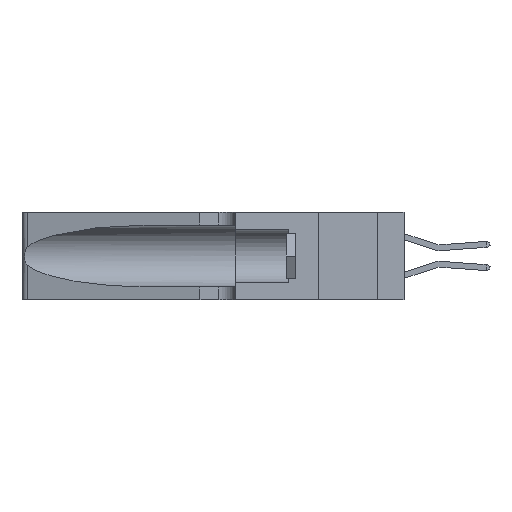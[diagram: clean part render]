
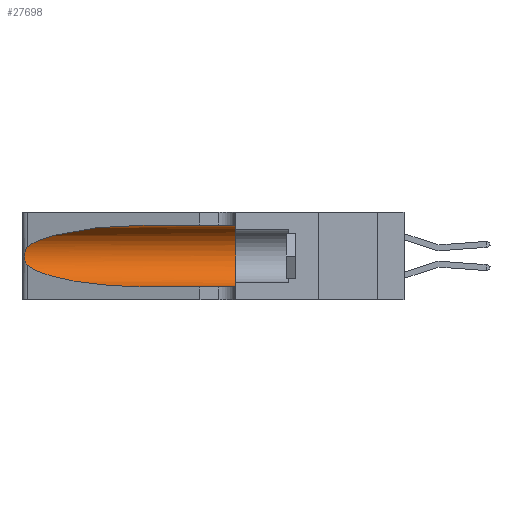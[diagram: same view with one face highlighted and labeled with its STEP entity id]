
A CAD part, left-side view. The second image highlights one B-rep face of the part: STEP entity #27698.
In plain terms, the highlighted cylindrical face has radius 3.308 mm (diameter 6.617 mm), a partial arc.
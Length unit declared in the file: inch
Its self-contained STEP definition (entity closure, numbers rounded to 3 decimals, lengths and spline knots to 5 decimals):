
#15 = DIRECTION ( 'NONE',  ( 0., -1., 0. ) ) ;
#32 = CARTESIAN_POINT ( 'NONE',  ( 0.1305, 1.61858, 0.31525 ) ) ;
#1494 = ORIENTED_EDGE ( 'NONE', *, *, #24991, .F. ) ;
#1832 = CARTESIAN_POINT ( 'NONE',  ( 0.25789, 1.23486, 0.15765 ) ) ;
#2318 = FACE_OUTER_BOUND ( 'NONE', #23841, .T. ) ;
#2323 = DIRECTION ( 'NONE',  ( 0., -1., 0. ) ) ;
#3697 = VERTEX_POINT ( 'NONE', #27335 ) ;
#4059 = CARTESIAN_POINT ( 'NONE',  ( 0.25555, 1.22994, 0.2215 ) ) ;
#4648 = VECTOR ( 'NONE', #15, 39.37008 ) ;
#4688 = CARTESIAN_POINT ( 'NONE',  ( 0.1305, 0.72297, 0.31525 ) ) ;
#4799 = CARTESIAN_POINT ( 'NONE',  ( 0.1305, 0.72297, 0.05475 ) ) ;
#4977 = CIRCLE ( 'NONE', #11664, 0.13025 ) ;
#5303 = EDGE_CURVE ( 'NONE', #8307, #17829, #19244, .T. ) ;
#5310 = EDGE_CURVE ( 'NONE', #9181, #17829, #4977, .T. ) ;
#5753 = VERTEX_POINT ( 'NONE', #19925 ) ;
#6353 = CARTESIAN_POINT ( 'NONE',  ( 0.25787, 1.23484, 0.2124 ) ) ;
#6438 = CARTESIAN_POINT ( 'NONE',  ( 0.26075, 1.23896, 0.19203 ) ) ;
#6634 = CARTESIAN_POINT ( 'NONE',  ( 0.25555, 1.22993, 0.14849 ) ) ;
#6687 = CARTESIAN_POINT ( 'NONE',  ( 0.25487, 1.22718, 0.22369 ) ) ;
#6739 = CARTESIAN_POINT ( 'NONE',  ( 0.1305, 1.61858, 0.185 ) ) ;
#6891 = CARTESIAN_POINT ( 'NONE',  ( 0.1305, 0.35, 0.185 ) ) ;
#6894 = CARTESIAN_POINT ( 'NONE',  ( 0.25487, 1.22718, 0.14631 ) ) ;
#7938 = B_SPLINE_CURVE_WITH_KNOTS ( 'NONE', 3,
 ( #29019, #4059, #19961, #6353, #22232, #8640, #6438, #13192, #29116, #17815, #1832, #15995, #6634, #6894 ),
 .UNSPECIFIED., .F., .F.,
 ( 4, 2, 2, 2, 2, 2, 4 ),
 ( 0., 0.00027, 0.00053, 0.00107, 0.0016, 0.00187, 0.00214 ),
 .UNSPECIFIED. ) ;
#8107 = VECTOR ( 'NONE', #2323, 39.37008 ) ;
#8307 = VERTEX_POINT ( 'NONE', #16017 ) ;
#8640 = CARTESIAN_POINT ( 'NONE',  ( 0.26018, 1.23835, 0.19895 ) ) ;
#9007 = CARTESIAN_POINT ( 'NONE',  ( 0.18966, 0.96281, 0.05475 ) ) ;
#9144 = DIRECTION ( 'NONE',  ( 0., -1., 0. ) ) ;
#9181 = VERTEX_POINT ( 'NONE', #11456 ) ;
#11456 = CARTESIAN_POINT ( 'NONE',  ( 0.1305, 0.35, 0.31525 ) ) ;
#11664 = AXIS2_PLACEMENT_3D ( 'NONE', #6891, #20345, #18216 ) ;
#13192 = CARTESIAN_POINT ( 'NONE',  ( 0.26075, 1.23896, 0.178 ) ) ;
#13546 = CARTESIAN_POINT ( 'NONE',  ( 0.18966, 0.96281, 0.31525 ) ) ;
#13599 =( BOUNDED_CURVE ( )  B_SPLINE_CURVE ( 3, ( #4688, #13546, #20496, #6687 ),
 .UNSPECIFIED., .F., .T. ) 
 B_SPLINE_CURVE_WITH_KNOTS ( ( 4, 4 ),
 ( 1.5708, 2.84003 ),
 .UNSPECIFIED. ) 
 CURVE ( )  GEOMETRIC_REPRESENTATION_ITEM ( )  RATIONAL_B_SPLINE_CURVE ( ( 1., 0.87, 0.87, 1. ) ) 
 REPRESENTATION_ITEM ( '' )  );
#13654 = CARTESIAN_POINT ( 'NONE',  ( 0.2373, 1.15595, 0.08982 ) ) ;
#13684 = CARTESIAN_POINT ( 'NONE',  ( 0.1305, 1.61858, 0.05475 ) ) ;
#14063 = EDGE_CURVE ( 'NONE', #19691, #5753, #7938, .T. ) ;
#14225 = CARTESIAN_POINT ( 'NONE',  ( 0.1305, 0.35, 0.05475 ) ) ;
#14793 = CARTESIAN_POINT ( 'NONE',  ( 0.25487, 1.22718, 0.22369 ) ) ;
#15393 = EDGE_CURVE ( 'NONE', #5753, #8307, #19796, .T. ) ;
#15995 = CARTESIAN_POINT ( 'NONE',  ( 0.25639, 1.23186, 0.15144 ) ) ;
#16017 = CARTESIAN_POINT ( 'NONE',  ( 0.1305, 0.72297, 0.05475 ) ) ;
#16981 = AXIS2_PLACEMENT_3D ( 'NONE', #6739, #9144, #27019 ) ;
#17815 = CARTESIAN_POINT ( 'NONE',  ( 0.25856, 1.23593, 0.16098 ) ) ;
#17829 = VERTEX_POINT ( 'NONE', #14225 ) ;
#18079 = CARTESIAN_POINT ( 'NONE',  ( 0.25487, 1.22718, 0.14631 ) ) ;
#18216 = DIRECTION ( 'NONE',  ( 0., 0., 1. ) ) ;
#18422 = ORIENTED_EDGE ( 'NONE', *, *, #26041, .T. ) ;
#19244 = LINE ( 'NONE', #13684, #4648 ) ;
#19660 = ORIENTED_EDGE ( 'NONE', *, *, #5310, .F. ) ;
#19691 = VERTEX_POINT ( 'NONE', #14793 ) ;
#19796 =( BOUNDED_CURVE ( )  B_SPLINE_CURVE ( 3, ( #18079, #13654, #9007, #4799 ),
 .UNSPECIFIED., .F., .T. ) 
 B_SPLINE_CURVE_WITH_KNOTS ( ( 4, 4 ),
 ( 3.44316, 4.71239 ),
 .UNSPECIFIED. ) 
 CURVE ( )  GEOMETRIC_REPRESENTATION_ITEM ( )  RATIONAL_B_SPLINE_CURVE ( ( 1., 0.87, 0.87, 1. ) ) 
 REPRESENTATION_ITEM ( '' )  );
#19925 = CARTESIAN_POINT ( 'NONE',  ( 0.25487, 1.22718, 0.14631 ) ) ;
#19961 = CARTESIAN_POINT ( 'NONE',  ( 0.25639, 1.23184, 0.21858 ) ) ;
#20345 = DIRECTION ( 'NONE',  ( 0., 1., 0. ) ) ;
#20496 = CARTESIAN_POINT ( 'NONE',  ( 0.2373, 1.15595, 0.28018 ) ) ;
#22232 = CARTESIAN_POINT ( 'NONE',  ( 0.25854, 1.2359, 0.20912 ) ) ;
#22857 = ORIENTED_EDGE ( 'NONE', *, *, #14063, .T. ) ;
#23841 = EDGE_LOOP ( 'NONE', ( #18422, #22857, #28019, #23872, #19660, #1494 ) ) ;
#23872 = ORIENTED_EDGE ( 'NONE', *, *, #5303, .T. ) ;
#24455 = LINE ( 'NONE', #32, #8107 ) ;
#24991 = EDGE_CURVE ( 'NONE', #3697, #9181, #24455, .T. ) ;
#26041 = EDGE_CURVE ( 'NONE', #3697, #19691, #13599, .T. ) ;
#26209 = CYLINDRICAL_SURFACE ( 'NONE', #16981, 0.13025 ) ;
#27019 = DIRECTION ( 'NONE',  ( 0., 0., -1. ) ) ;
#27335 = CARTESIAN_POINT ( 'NONE',  ( 0.1305, 0.72297, 0.31525 ) ) ;
#27698 = ADVANCED_FACE ( 'NONE', ( #2318 ), #26209, .F. ) ;
#28019 = ORIENTED_EDGE ( 'NONE', *, *, #15393, .T. ) ;
#29019 = CARTESIAN_POINT ( 'NONE',  ( 0.25487, 1.22718, 0.22369 ) ) ;
#29116 = CARTESIAN_POINT ( 'NONE',  ( 0.26017, 1.23833, 0.17102 ) ) ;
